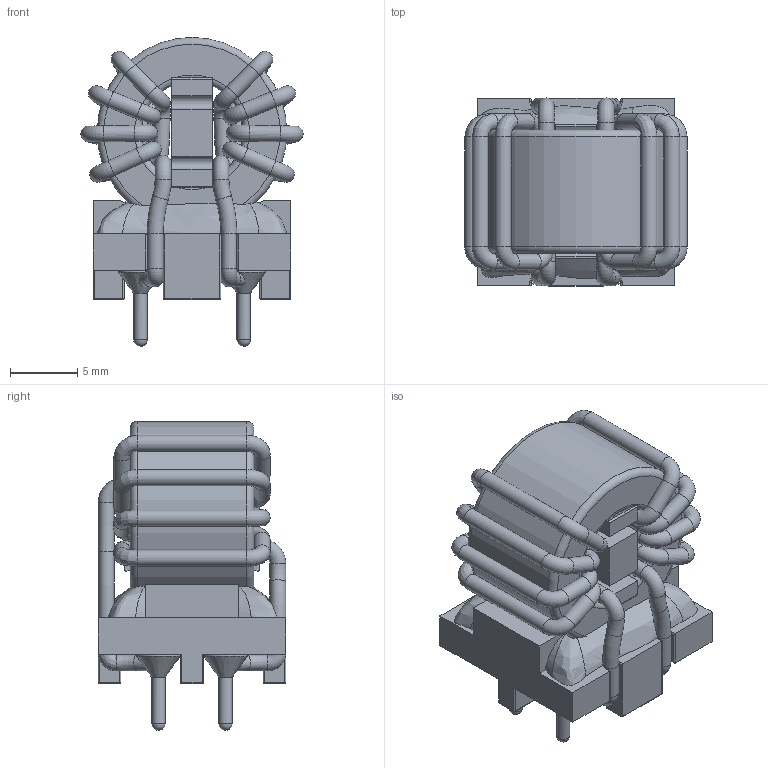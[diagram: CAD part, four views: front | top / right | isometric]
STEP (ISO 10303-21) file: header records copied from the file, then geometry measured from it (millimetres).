
FILE_DESCRIPTION(/* description */ ('Unknown'),/* implementation_level */ '2;1');
FILE_NAME(/* name */ '744842816_S',/* time_stamp */ '2020-11-19T11:04:02+01:00',/* author */ ('Unknown'),/* organization */ ('Unknown'),/* preprocessor_version */ 'ST-DEVELOPER v16.7',/* originating_system */ 'DEX',/* authorisation */ $);
FILE_SCHEMA (('AUTOMOTIVE_DESIGN {1 0 10303 214 3 1 1}'));
Length unit declared in the file: millimetre
Products named in the file (6): 744842816_S; base; core; Solderpoints; WE-CMB S-Model; Glue
Assembly tree (5 placements, depth 2):
  744842816_S
    base
    core
    Solderpoints
    WE-CMB S-Model
    Glue
Bounding box: 16.58 x 14 x 23.05 mm (x, y, z)
Volume: 2426.6 mm3; surface area: 3675.5 mm2
Topology: 10 solids, 10 shells, 396 faces, 1010 edges, 606 vertices
Faces by surface type: cylinder 158, plane 92, torus 82, bspline 35, sphere 20, cone 9
Full cylindrical faces by diameter (mm): 1 x8, 1.2 x40, 7.55 x1, 14.15 x1
Entity records: 16565 total; most frequent: CARTESIAN_POINT 5288, DIRECTION 1698, ORIENTED_EDGE 1662, EDGE_CURVE 831, AXIS2_PLACEMENT_3D 706, VERTEX_POINT 570, EDGE_LOOP 531, FACE_BOUND 531
